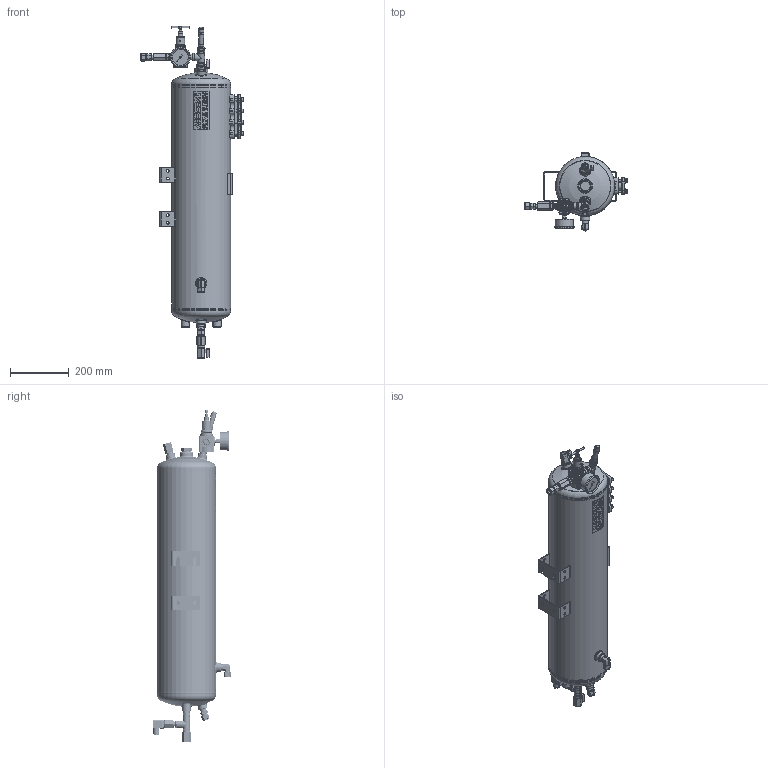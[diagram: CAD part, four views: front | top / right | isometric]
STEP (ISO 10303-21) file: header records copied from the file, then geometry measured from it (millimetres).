
FILE_DESCRIPTION(/* description */ ('Unknown','CAx-IF Rec.Pracs.---Representation and Presentation of Product Manufacturing Information (PMI)---4.0---2014-10-13','CAx-IF Rec.Pracs.---3D Tessellated Geometry---0.4---2014-09-14','2;1'),/* implementation_level */ '2;1');
FILE_NAME(/* name */ 'P225CCSAS-A-B-',/* time_stamp */ '2023-03-15T14:44:22+00:00',/* author */ ('Unknown'),/* organization */ ('Unknown'),/* preprocessor_version */ 'ST-DEVELOPER v16.7',/* originating_system */ 'Solid Edge',/* authorisation */ 'Unknown');
FILE_SCHEMA (('AP242_MANAGED_MODEL_BASED_3D_ENGINEERING_MIM_LF { 1 0 10303 442 1 1 4 }'));
Length unit declared in the file: millimetre
Products named in the file (51): 3157547; 2035122; 2035098; 2032857; 2051466; 2015923; 2011208; 2032893; 2011133; 2032873; 2035122_812_2,990_Fillet 6_oa_0; 2035122_812_2,990_Fillet 6_oa_1; 2035122_812_2,990_Fillet 6_oa_2; 2015404; 2032147; 2051700; 3028411; 2035122_812_2,990_Fillet 6_oa_3; 2051131; 2035122_812_2,990_Fillet 6_oa_4; 2035122_812_2,990_Fillet 6_oa_5; 2038629; 2038627; 2033305; 2054694; 2038628; 2051513; 2051512; 2050292; 2026378; 2026306; 2026216; 2026331; 2026972; 3141874; PART 1; PART 2; PART 3; PART 4; 2037544 ...
Assembly tree (79 placements, depth 4):
  3157547
    2035122
      2035098
      2032857
      2051466
      2015923  x5
      2011208
      2032893
      2011133
      2032873
      2035122_812_2,990_Fillet 6_oa_0
      2035122_812_2,990_Fillet 6_oa_1
      2035122_812_2,990_Fillet 6_oa_2
      2015404
      2032147  x2
      2051700  x4
      3028411  x3
      2035122_812_2,990_Fillet 6_oa_3
      2051131
      2035122_812_2,990_Fillet 6_oa_4
      2035122_812_2,990_Fillet 6_oa_5
      2038629
        2038627
        2033305  x2
        2054694
        2038628
        2051513  x8
        2051512  x8
      2050292
    2026378
    2026306  x2
    2026216  x2
    2026331  x2
    2026972
    3141874
      PART 1
      PART 2
      PART 3
      PART 4
    2037544
    3035495
    2021640  x2
    2064857
    2026418
    2026443
    2026342_oa_6
    2026666
    2028094
    3001704_oa_7
    2042938
    3001705
Bounding box: 352.34 x 265.54 x 1127.61 mm (x, y, z)
Volume: 2610834.3 mm3; surface area: 1973596.2 mm2
Topology: 99 solids, 99 shells, 3894 faces, 9888 edges, 6471 vertices
Faces by surface type: plane 1923, cylinder 987, cone 501, bspline 235, torus 201, sphere 47
Full cylindrical faces by diameter (mm): 0.762 x1, 1.016 x1, 1.5 x1, 2 x4, 2.46 x4, 2.794 x1, 3 x4, 3.2 x4, 3.24 x2, 3.3 x2, 3.429 x1, 3.5 x6, 4 x5, 4.5 x2, 5 x3, 5.08 x1, 5.7 x2, 5.97 x1, 6 x2, 6.27 x2, 6.35 x5, 6.45 x8, 6.47 x8, 6.604 x1, 6.8 x8, 6.858 x2, 8 x17, 9 x16, 9.017 x3, 9.5 x2
Entity records: 129626 total; most frequent: CARTESIAN_POINT 46983, ORIENTED_EDGE 16026, DIRECTION 14306, EDGE_CURVE 8013, VERTEX_POINT 5591, AXIS2_PLACEMENT_3D 5412, FACE_BOUND 4206, EDGE_LOOP 4205
